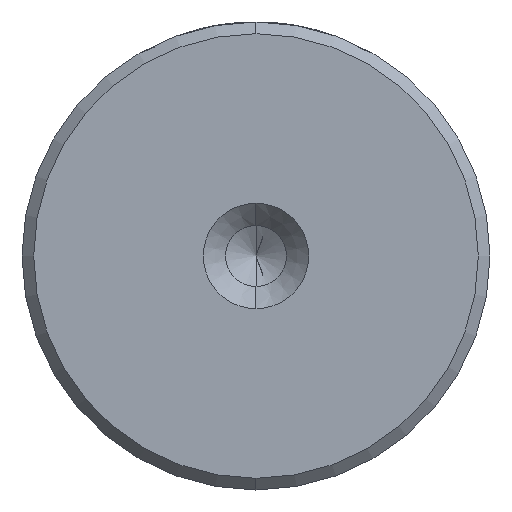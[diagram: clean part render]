
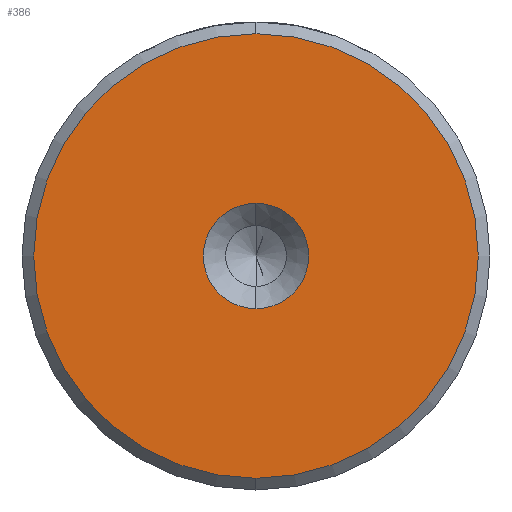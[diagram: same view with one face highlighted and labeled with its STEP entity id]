
A CAD part, left-side view. The second image highlights one B-rep face of the part: STEP entity #386.
In plain terms, the highlighted planar face has unit normal (-1, 0, 0).
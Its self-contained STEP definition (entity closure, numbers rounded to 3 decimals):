
#14 = CARTESIAN_POINT ( 'NONE',  ( 0., 0., 0. ) ) ;
#79 = AXIS2_PLACEMENT_3D ( 'NONE', #2444, #771, #2739 ) ;
#86 = VERTEX_POINT ( 'NONE', #2869 ) ;
#147 = DIRECTION ( 'NONE',  ( -1., 0., 0. ) ) ;
#229 = DIRECTION ( 'NONE',  ( 0., 0., 1. ) ) ;
#243 = DIRECTION ( 'NONE',  ( -1., 0., 0. ) ) ;
#313 = DIRECTION ( 'NONE',  ( 0., 0., 1. ) ) ;
#386 = ADVANCED_FACE ( 'NONE', ( #2790, #1366 ), #1092, .T. ) ;
#451 = ORIENTED_EDGE ( 'NONE', *, *, #2987, .T. ) ;
#771 = DIRECTION ( 'NONE',  ( -1., 0., 0. ) ) ;
#824 = ORIENTED_EDGE ( 'NONE', *, *, #3264, .F. ) ;
#944 = ORIENTED_EDGE ( 'NONE', *, *, #2103, .T. ) ;
#1025 = DIRECTION ( 'NONE',  ( -1., 0., 0. ) ) ;
#1078 = VERTEX_POINT ( 'NONE', #3086 ) ;
#1092 = PLANE ( 'NONE',  #2416 ) ;
#1106 = CARTESIAN_POINT ( 'NONE',  ( 0., 0., 0. ) ) ;
#1137 = AXIS2_PLACEMENT_3D ( 'NONE', #14, #1999, #313 ) ;
#1300 = VERTEX_POINT ( 'NONE', #2510 ) ;
#1366 = FACE_BOUND ( 'NONE', #1407, .T. ) ;
#1405 = CARTESIAN_POINT ( 'NONE',  ( 0., 0., 9.5 ) ) ;
#1407 = EDGE_LOOP ( 'NONE', ( #824, #3519 ) ) ;
#1429 = AXIS2_PLACEMENT_3D ( 'NONE', #1847, #147, #2126 ) ;
#1529 = CIRCLE ( 'NONE', #2388, 2.25 ) ;
#1847 = CARTESIAN_POINT ( 'NONE',  ( 0., 0., 0. ) ) ;
#1999 = DIRECTION ( 'NONE',  ( -1., 0., 0. ) ) ;
#2103 = EDGE_CURVE ( 'NONE', #3527, #86, #3248, .T. ) ;
#2126 = DIRECTION ( 'NONE',  ( 0., 0., 1. ) ) ;
#2320 = CIRCLE ( 'NONE', #1137, 9.5 ) ;
#2388 = AXIS2_PLACEMENT_3D ( 'NONE', #2707, #1025, #3009 ) ;
#2416 = AXIS2_PLACEMENT_3D ( 'NONE', #1106, #243, #229 ) ;
#2444 = CARTESIAN_POINT ( 'NONE',  ( 0., 0., 0. ) ) ;
#2510 = CARTESIAN_POINT ( 'NONE',  ( 0., 0., -2.25 ) ) ;
#2707 = CARTESIAN_POINT ( 'NONE',  ( 0., 0., 0. ) ) ;
#2739 = DIRECTION ( 'NONE',  ( 0., 0., 1. ) ) ;
#2740 = EDGE_LOOP ( 'NONE', ( #451, #944 ) ) ;
#2790 = FACE_OUTER_BOUND ( 'NONE', #2740, .T. ) ;
#2869 = CARTESIAN_POINT ( 'NONE',  ( 0., 0., -9.5 ) ) ;
#2987 = EDGE_CURVE ( 'NONE', #86, #3527, #2320, .T. ) ;
#3009 = DIRECTION ( 'NONE',  ( 0., 0., 1. ) ) ;
#3049 = CIRCLE ( 'NONE', #1429, 2.25 ) ;
#3086 = CARTESIAN_POINT ( 'NONE',  ( 0., 0., 2.25 ) ) ;
#3248 = CIRCLE ( 'NONE', #79, 9.5 ) ;
#3264 = EDGE_CURVE ( 'NONE', #1078, #1300, #3049, .T. ) ;
#3302 = EDGE_CURVE ( 'NONE', #1300, #1078, #1529, .T. ) ;
#3519 = ORIENTED_EDGE ( 'NONE', *, *, #3302, .F. ) ;
#3527 = VERTEX_POINT ( 'NONE', #1405 ) ;
